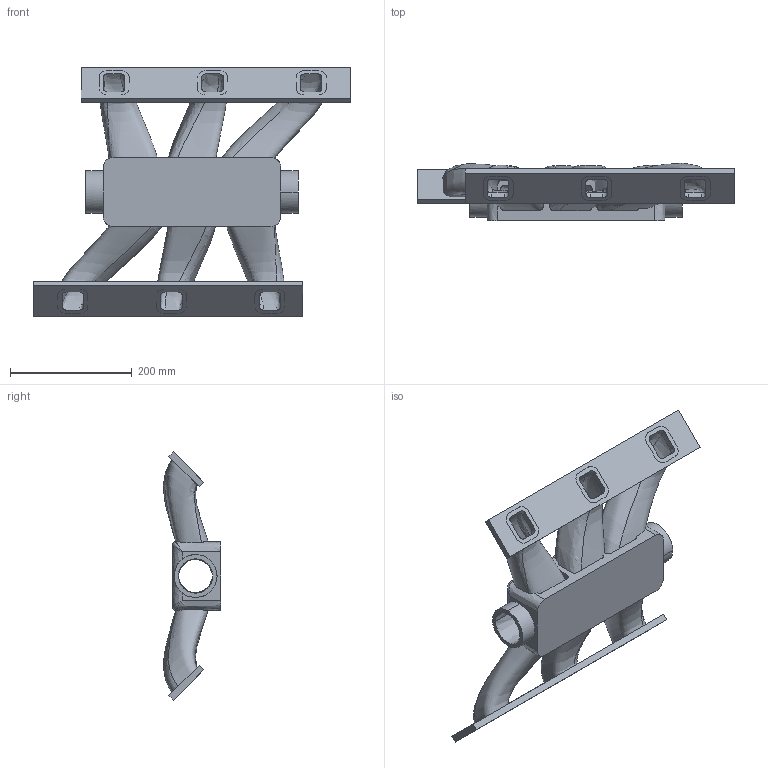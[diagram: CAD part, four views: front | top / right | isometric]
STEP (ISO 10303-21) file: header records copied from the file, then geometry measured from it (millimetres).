
FILE_DESCRIPTION(('FreeCAD Model'),'2;1');
FILE_NAME('Open CASCADE Shape Model','2025-04-26T20:53:27',('FreeCAD'),( 'FreeCAD'),'Open CASCADE STEP processor 7.6','FreeCAD','Unknown');
FILE_SCHEMA(('AUTOMOTIVE_DESIGN { 1 0 10303 214 1 1 1 1 }'));
Products named in the file (1): Open CASCADE STEP translator 7.6 1
Bounding box: 520.2 x 93.96 x 408.52 mm (x, y, z)
Volume: 3179731.1 mm3; surface area: 692199.1 mm2
Topology: 5 solids, 5 shells, 186 faces, 556 edges, 376 vertices
Faces by surface type: bspline 186
Entity records: 220999 total; most frequent: CARTESIAN_POINT 217795, ORIENTED_EDGE 1104, EDGE_CURVE 552, B_SPLINE_CURVE_WITH_KNOTS 419, VERTEX_POINT 376, FACE_BOUND 216, EDGE_LOOP 216, ADVANCED_FACE 186
